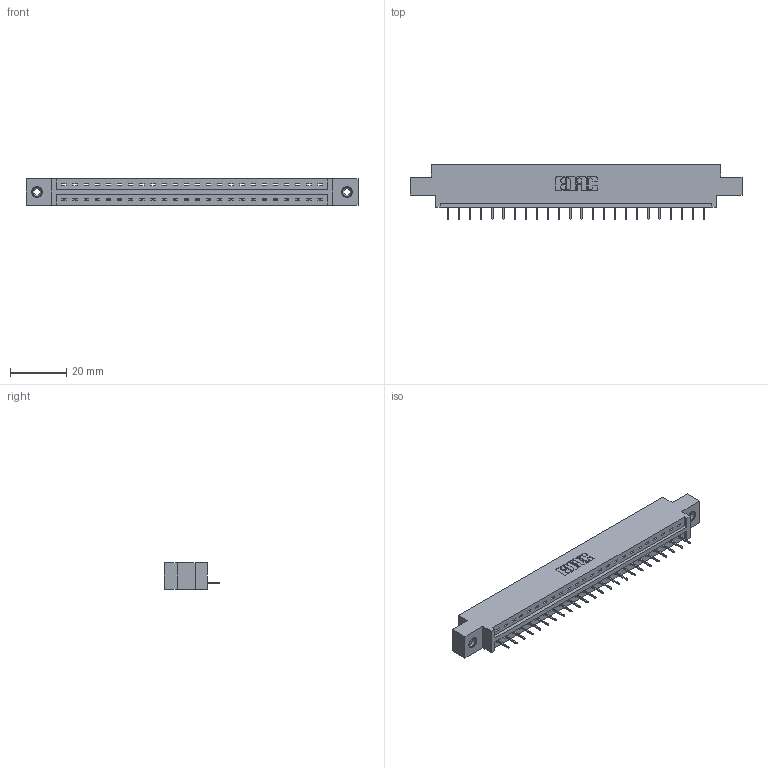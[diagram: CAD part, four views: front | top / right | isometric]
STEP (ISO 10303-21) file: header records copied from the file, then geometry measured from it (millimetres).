
FILE_DESCRIPTION (( 'STEP AP203' ), '1' );
FILE_NAME ('337-024-524-608.STEP', '2018-08-05T19:33:24', ( '' ), ( '' ), 'SwSTEP 2.0', 'SolidWorks 2016', '' );
FILE_SCHEMA (( 'CONFIG_CONTROL_DESIGN' ));
Length unit declared in the file: inch
Products named in the file (4): 337 Part_0.170 Offset - 0.156 Dia-TI; 345-292-001_345-293-124; 345-250-001_345-250-003-102; 337-024-524-608
Assembly tree (27 placements, depth 2):
  337-024-524-608
    337 Part_0.170 Offset - 0.156 Dia-TI
    345-292-001_345-293-124  x24
    345-250-001_345-250-003-102  x2
Bounding box: 118.11 x 19.69 x 9.4 mm (x, y, z)
Volume: 11831.5 mm3; surface area: 11918.9 mm2
Topology: 27 solids, 27 shells, 1762 faces, 5067 edges, 3274 vertices
Faces by surface type: plane 1354, cylinder 392, cone 12, torus 4
Entity records: 21560 total; most frequent: CARTESIAN_POINT 3733, ORIENTED_EDGE 3686, DIRECTION 3213, EDGE_CURVE 1843, LINE 1699, VECTOR 1699, VERTEX_POINT 1220, AXIS2_PLACEMENT_3D 757
